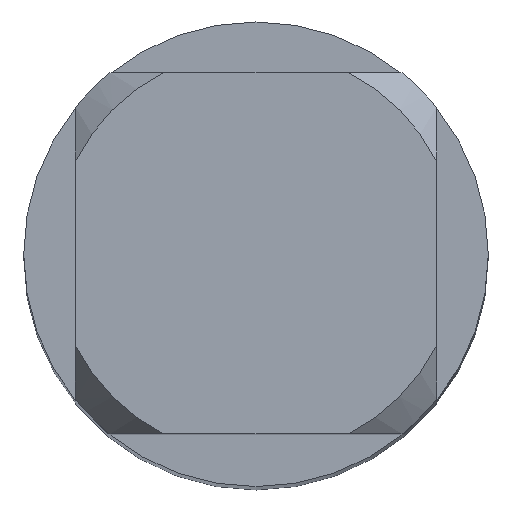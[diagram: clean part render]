
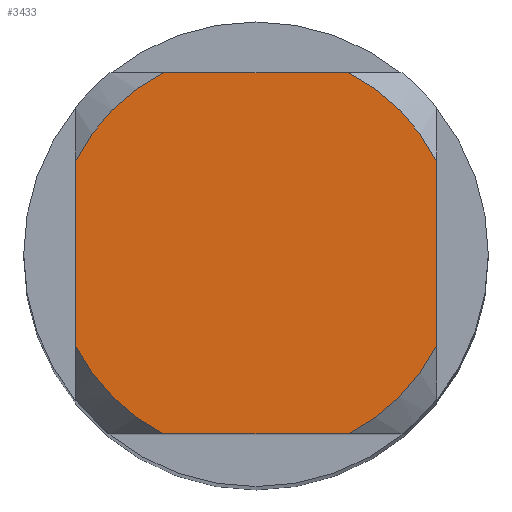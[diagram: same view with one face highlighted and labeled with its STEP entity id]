
A CAD part, top view. The second image highlights one B-rep face of the part: STEP entity #3433.
In plain terms, the highlighted planar face has unit normal (0, 0, 1).
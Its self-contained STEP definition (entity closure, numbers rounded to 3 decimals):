
#3263=VERTEX_POINT('',#9225);
#3433=ADVANCED_FACE('',(#9406),#9407,.T.);
#3731=EDGE_CURVE('',#5141,#6869,#9733,.T.);
#4085=EDGE_CURVE('',#7375,#6869,#10115,.T.);
#4355=EDGE_CURVE('',#3263,#5665,#10412,.T.);
#5023=VERTEX_POINT('',#11142);
#5141=VERTEX_POINT('',#11271);
#5665=VERTEX_POINT('',#11844);
#5925=VERTEX_POINT('',#12124);
#6669=EDGE_CURVE('',#5023,#5925,#12937,.T.);
#6869=VERTEX_POINT('',#13153);
#7073=EDGE_CURVE('',#5141,#5925,#13379,.T.);
#7375=VERTEX_POINT('',#13698);
#7569=EDGE_CURVE('',#3263,#8781,#13909,.T.);
#8005=EDGE_CURVE('',#7375,#8781,#14383,.T.);
#8411=EDGE_CURVE('',#5023,#5665,#14826,.T.);
#8781=VERTEX_POINT('',#15223);
#9225=CARTESIAN_POINT('',(-2.45,1.249,0.0));
#9406=FACE_OUTER_BOUND('',#18596,.T.);
#9407=PLANE('',#18597);
#9733=CIRCLE('',#20653,2.75);
#10115=LINE('',#23159,#23160);
#10412=CIRCLE('',#25408,2.75);
#11142=CARTESIAN_POINT('',(1.249,2.45,0.0));
#11271=CARTESIAN_POINT('',(2.45,-1.249,0.0));
#11844=CARTESIAN_POINT('',(-1.249,2.45,0.0));
#12124=CARTESIAN_POINT('',(2.45,1.249,0.0));
#12937=CIRCLE('',#41450,2.75);
#13153=CARTESIAN_POINT('',(1.249,-2.45,0.0));
#13379=LINE('',#45664,#45665);
#13698=CARTESIAN_POINT('',(-1.249,-2.45,0.0));
#13909=LINE('',#49759,#49760);
#14383=CIRCLE('',#53025,2.75);
#14826=LINE('',#56990,#56991);
#15223=CARTESIAN_POINT('',(-2.45,-1.249,0.0));
#18596=EDGE_LOOP('',(#61481,#61482,#61483,#61484,#61485,#61486,#61487,#61488));
#18597=AXIS2_PLACEMENT_3D('',#61489,#61490,#61491);
#20653=AXIS2_PLACEMENT_3D('',#61791,#61792,#61793);
#23159=CARTESIAN_POINT('',(0.0,-2.45,0.0));
#23160=VECTOR('',#62120,1.0);
#25408=AXIS2_PLACEMENT_3D('',#62412,#62413,#62414);
#41450=AXIS2_PLACEMENT_3D('',#64781,#64782,#64783);
#45664=CARTESIAN_POINT('',(2.45,0.688,0.0));
#45665=VECTOR('',#65354,1.0);
#49759=CARTESIAN_POINT('',(-2.45,0.688,0.0));
#49760=VECTOR('',#65926,1.0);
#53025=AXIS2_PLACEMENT_3D('',#66495,#66496,#66497);
#56990=CARTESIAN_POINT('',(0.0,2.45,0.0));
#56991=VECTOR('',#66883,1.0);
#61481=ORIENTED_EDGE('',*,*,#7569,.T.);
#61482=ORIENTED_EDGE('',*,*,#8005,.F.);
#61483=ORIENTED_EDGE('',*,*,#4085,.T.);
#61484=ORIENTED_EDGE('',*,*,#3731,.F.);
#61485=ORIENTED_EDGE('',*,*,#7073,.T.);
#61486=ORIENTED_EDGE('',*,*,#6669,.F.);
#61487=ORIENTED_EDGE('',*,*,#8411,.T.);
#61488=ORIENTED_EDGE('',*,*,#4355,.F.);
#61489=CARTESIAN_POINT('',(0.0,1.375,0.0));
#61490=DIRECTION('',(-0.0,0.0,1.0));
#61491=DIRECTION('',(0.0,-1.0,0.0));
#61791=CARTESIAN_POINT('',(0.0,0.0,0.0));
#61792=DIRECTION('',(0.0,0.0,-1.0));
#61793=DIRECTION('',(0.0,1.0,0.0));
#62120=DIRECTION('',(1.0,0.0,0.0));
#62412=CARTESIAN_POINT('',(0.0,0.0,0.0));
#62413=DIRECTION('',(0.0,0.0,-1.0));
#62414=DIRECTION('',(0.0,1.0,0.0));
#64781=CARTESIAN_POINT('',(0.0,0.0,0.0));
#64782=DIRECTION('',(0.0,0.0,-1.0));
#64783=DIRECTION('',(0.0,1.0,0.0));
#65354=DIRECTION('',(-0.0,1.0,0.0));
#65926=DIRECTION('',(-0.0,-1.0,0.0));
#66495=CARTESIAN_POINT('',(0.0,0.0,0.0));
#66496=DIRECTION('',(0.0,0.0,-1.0));
#66497=DIRECTION('',(0.0,1.0,0.0));
#66883=DIRECTION('',(-1.0,0.0,0.0));
